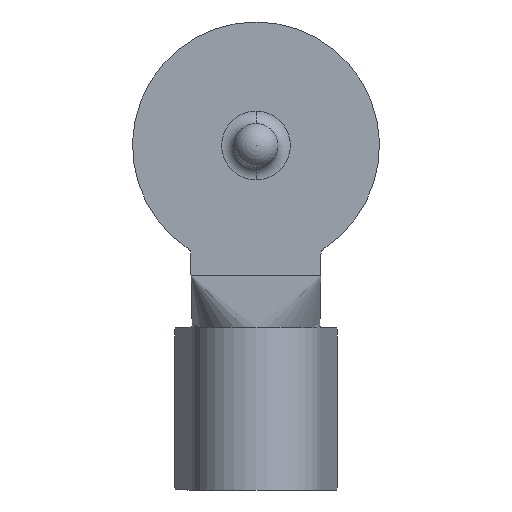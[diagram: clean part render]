
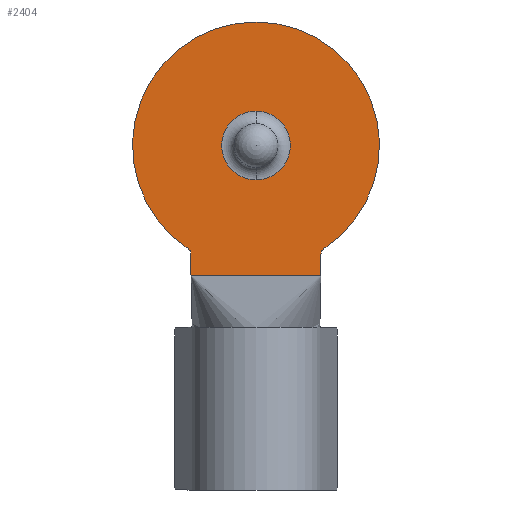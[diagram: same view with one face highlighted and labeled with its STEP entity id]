
A CAD part, front view. The second image highlights one B-rep face of the part: STEP entity #2404.
In plain terms, the highlighted planar face has unit normal (0, -1, 0).
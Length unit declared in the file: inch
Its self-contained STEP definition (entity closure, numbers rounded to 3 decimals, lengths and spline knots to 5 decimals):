
#14 = EDGE_CURVE ( 'NONE', #231, #538, #1200, .T. ) ;
#54 = EDGE_LOOP ( 'NONE', ( #245, #2742 ) ) ;
#71 = DIRECTION ( 'NONE',  ( 0., 0., -1. ) ) ;
#115 = ORIENTED_EDGE ( 'NONE', *, *, #14, .T. ) ;
#191 = VERTEX_POINT ( 'NONE', #1657 ) ;
#231 = VERTEX_POINT ( 'NONE', #1807 ) ;
#245 = ORIENTED_EDGE ( 'NONE', *, *, #2544, .T. ) ;
#250 = LINE ( 'NONE', #1678, #2557 ) ;
#281 = ORIENTED_EDGE ( 'NONE', *, *, #2062, .F. ) ;
#307 = DIRECTION ( 'NONE',  ( 0., 1., 0. ) ) ;
#406 = LINE ( 'NONE', #1579, #2652 ) ;
#487 = CARTESIAN_POINT ( 'NONE',  ( 0., 0., 0. ) ) ;
#498 = ORIENTED_EDGE ( 'NONE', *, *, #773, .F. ) ;
#515 = EDGE_LOOP ( 'NONE', ( #2458, #1482, #281, #2065, #1702, #2395, #498, #115 ) ) ;
#538 = VERTEX_POINT ( 'NONE', #1859 ) ;
#586 = AXIS2_PLACEMENT_3D ( 'NONE', #1003, #2531, #1213 ) ;
#595 = FACE_BOUND ( 'NONE', #54, .T. ) ;
#600 = EDGE_CURVE ( 'NONE', #191, #1668, #1735, .T. ) ;
#678 = VERTEX_POINT ( 'NONE', #886 ) ;
#696 = CIRCLE ( 'NONE', #1858, 0.095 ) ;
#700 = DIRECTION ( 'NONE',  ( 0., 0., 1. ) ) ;
#731 = B_SPLINE_CURVE_WITH_KNOTS ( 'NONE', 3,
 ( #1298, #1083, #2398, #1520 ),
 .UNSPECIFIED., .F., .F.,
 ( 4, 4 ),
 ( 0., 0.00001 ),
 .UNSPECIFIED. ) ;
#773 = EDGE_CURVE ( 'NONE', #231, #2217, #696, .T. ) ;
#787 = AXIS2_PLACEMENT_3D ( 'NONE', #853, #2379, #1070 ) ;
#800 = DIRECTION ( 'NONE',  ( 0., 1., 0. ) ) ;
#837 = EDGE_CURVE ( 'NONE', #1695, #1919, #731, .T. ) ;
#850 = CARTESIAN_POINT ( 'NONE',  ( 0., 0., -0.02646 ) ) ;
#853 = CARTESIAN_POINT ( 'NONE',  ( -0.055, 0., -0.08352 ) ) ;
#886 = CARTESIAN_POINT ( 'NONE',  ( 0., 0., 0.02646 ) ) ;
#906 = PLANE ( 'NONE',  #1677 ) ;
#1003 = CARTESIAN_POINT ( 'NONE',  ( 0.055, 0., -0.08352 ) ) ;
#1070 = DIRECTION ( 'NONE',  ( 0., 0., 1. ) ) ;
#1083 = CARTESIAN_POINT ( 'NONE',  ( 0.05, 0., -0.09984 ) ) ;
#1121 = EDGE_CURVE ( 'NONE', #2729, #678, #2610, .T. ) ;
#1126 = DIRECTION ( 'NONE',  ( 0., 1., 0. ) ) ;
#1200 = CIRCLE ( 'NONE', #787, 0.005 ) ;
#1201 = CARTESIAN_POINT ( 'NONE',  ( 0.05, 0., -0.09952 ) ) ;
#1205 = EDGE_CURVE ( 'NONE', #1477, #2217, #1823, .T. ) ;
#1213 = DIRECTION ( 'NONE',  ( 0., 0., 1. ) ) ;
#1249 = CARTESIAN_POINT ( 'NONE',  ( -0.05, 0., -0.09968 ) ) ;
#1298 = CARTESIAN_POINT ( 'NONE',  ( 0.05, 0., -0.1 ) ) ;
#1373 = DIRECTION ( 'NONE',  ( 0., 0., 1. ) ) ;
#1386 = CARTESIAN_POINT ( 'NONE',  ( 0.05225, 0., -0.07934 ) ) ;
#1452 = DIRECTION ( 'NONE',  ( -1., 0., 0. ) ) ;
#1466 = CARTESIAN_POINT ( 'NONE',  ( -0.05, 0., -0.1 ) ) ;
#1477 = VERTEX_POINT ( 'NONE', #1852 ) ;
#1482 = ORIENTED_EDGE ( 'NONE', *, *, #600, .T. ) ;
#1520 = CARTESIAN_POINT ( 'NONE',  ( 0.05, 0., -0.09952 ) ) ;
#1549 = AXIS2_PLACEMENT_3D ( 'NONE', #2104, #800, #2322 ) ;
#1568 = CARTESIAN_POINT ( 'NONE',  ( 0.05, 0., -0.08078 ) ) ;
#1579 = CARTESIAN_POINT ( 'NONE',  ( -0.05, 0., -0.1 ) ) ;
#1595 = CARTESIAN_POINT ( 'NONE',  ( 0., 0., 0. ) ) ;
#1610 = LINE ( 'NONE', #1568, #2197 ) ;
#1657 = CARTESIAN_POINT ( 'NONE',  ( -0.05, 0., -0.09952 ) ) ;
#1668 = VERTEX_POINT ( 'NONE', #2465 ) ;
#1669 = EDGE_CURVE ( 'NONE', #191, #538, #406, .T. ) ;
#1677 = AXIS2_PLACEMENT_3D ( 'NONE', #2440, #1126, #2655 ) ;
#1678 = CARTESIAN_POINT ( 'NONE',  ( -0.05, 0., -0.1 ) ) ;
#1695 = VERTEX_POINT ( 'NONE', #2479 ) ;
#1702 = ORIENTED_EDGE ( 'NONE', *, *, #2444, .F. ) ;
#1735 = B_SPLINE_CURVE_WITH_KNOTS ( 'NONE', 3,
 ( #2569, #1249, #2786, #1466 ),
 .UNSPECIFIED., .F., .F.,
 ( 4, 4 ),
 ( 0., 0.00001 ),
 .UNSPECIFIED. ) ;
#1738 = FACE_OUTER_BOUND ( 'NONE', #515, .T. ) ;
#1807 = CARTESIAN_POINT ( 'NONE',  ( -0.05225, 0., -0.07934 ) ) ;
#1813 = DIRECTION ( 'NONE',  ( 0., 0., 1. ) ) ;
#1823 = CIRCLE ( 'NONE', #586, 0.005 ) ;
#1852 = CARTESIAN_POINT ( 'NONE',  ( 0.05, 0., -0.08352 ) ) ;
#1858 = AXIS2_PLACEMENT_3D ( 'NONE', #487, #2000, #700 ) ;
#1859 = CARTESIAN_POINT ( 'NONE',  ( -0.05, 0., -0.08352 ) ) ;
#1919 = VERTEX_POINT ( 'NONE', #1201 ) ;
#1989 = CIRCLE ( 'NONE', #1549, 0.02646 ) ;
#2000 = DIRECTION ( 'NONE',  ( 0., 1., 0. ) ) ;
#2062 = EDGE_CURVE ( 'NONE', #1695, #1668, #250, .T. ) ;
#2065 = ORIENTED_EDGE ( 'NONE', *, *, #837, .T. ) ;
#2104 = CARTESIAN_POINT ( 'NONE',  ( 0., 0., 0. ) ) ;
#2197 = VECTOR ( 'NONE', #71, 39.37008 ) ;
#2217 = VERTEX_POINT ( 'NONE', #1386 ) ;
#2322 = DIRECTION ( 'NONE',  ( 0., 0., 1. ) ) ;
#2379 = DIRECTION ( 'NONE',  ( 0., 1., 0. ) ) ;
#2395 = ORIENTED_EDGE ( 'NONE', *, *, #1205, .T. ) ;
#2398 = CARTESIAN_POINT ( 'NONE',  ( 0.05, 0., -0.09968 ) ) ;
#2404 = ADVANCED_FACE ( 'NONE', ( #595, #1738 ), #906, .F. ) ;
#2440 = CARTESIAN_POINT ( 'NONE',  ( 0., 0., 0. ) ) ;
#2444 = EDGE_CURVE ( 'NONE', #1477, #1919, #1610, .T. ) ;
#2458 = ORIENTED_EDGE ( 'NONE', *, *, #1669, .F. ) ;
#2465 = CARTESIAN_POINT ( 'NONE',  ( -0.05, 0., -0.1 ) ) ;
#2479 = CARTESIAN_POINT ( 'NONE',  ( 0.05, 0., -0.1 ) ) ;
#2531 = DIRECTION ( 'NONE',  ( 0., 1., 0. ) ) ;
#2544 = EDGE_CURVE ( 'NONE', #678, #2729, #1989, .T. ) ;
#2557 = VECTOR ( 'NONE', #1452, 39.37008 ) ;
#2569 = CARTESIAN_POINT ( 'NONE',  ( -0.05, 0., -0.09952 ) ) ;
#2610 = CIRCLE ( 'NONE', #2685, 0.02646 ) ;
#2652 = VECTOR ( 'NONE', #1373, 39.37008 ) ;
#2655 = DIRECTION ( 'NONE',  ( 0., 0., 1. ) ) ;
#2685 = AXIS2_PLACEMENT_3D ( 'NONE', #1595, #307, #1813 ) ;
#2729 = VERTEX_POINT ( 'NONE', #850 ) ;
#2742 = ORIENTED_EDGE ( 'NONE', *, *, #1121, .T. ) ;
#2786 = CARTESIAN_POINT ( 'NONE',  ( -0.05, 0., -0.09984 ) ) ;
